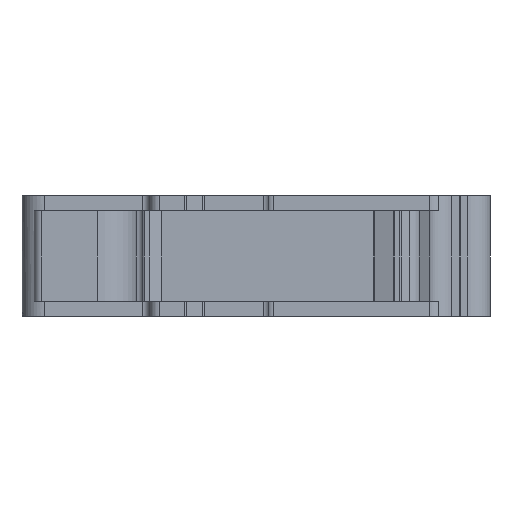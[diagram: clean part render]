
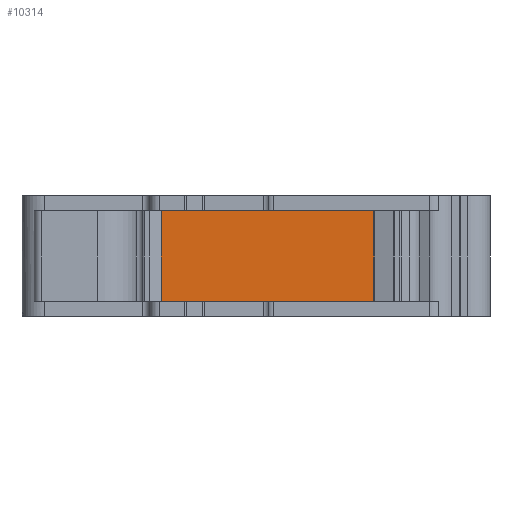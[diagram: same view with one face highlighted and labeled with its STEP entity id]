
A CAD part, front view. The second image highlights one B-rep face of the part: STEP entity #10314.
In plain terms, the highlighted planar face has unit normal (0, -1, 0).
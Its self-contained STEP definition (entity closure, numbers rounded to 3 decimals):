
#34 = VECTOR ( 'NONE', #7245, 1000. ) ;
#608 = DIRECTION ( 'NONE',  ( -1., 0., 0. ) ) ;
#1099 = EDGE_CURVE ( 'NONE', #1655, #1633, #8816, .T. ) ;
#1121 = DIRECTION ( 'NONE',  ( 0., 0., 1. ) ) ;
#1313 = LINE ( 'NONE', #5158, #5103 ) ;
#1633 = VERTEX_POINT ( 'NONE', #6637 ) ;
#1655 = VERTEX_POINT ( 'NONE', #8346 ) ;
#2187 = LINE ( 'NONE', #6439, #34 ) ;
#2607 = DIRECTION ( 'NONE',  ( 0., -1., 0. ) ) ;
#2752 = EDGE_CURVE ( 'NONE', #4918, #1655, #7594, .T. ) ;
#3117 = CARTESIAN_POINT ( 'NONE',  ( 5.497, -20.512, 7.82 ) ) ;
#3907 = VERTEX_POINT ( 'NONE', #3117 ) ;
#4204 = EDGE_CURVE ( 'NONE', #1633, #3907, #2187, .T. ) ;
#4918 = VERTEX_POINT ( 'NONE', #6080 ) ;
#5103 = VECTOR ( 'NONE', #1121, 1000. ) ;
#5158 = CARTESIAN_POINT ( 'NONE',  ( 5.497, -20.512, -22.521 ) ) ;
#5426 = VECTOR ( 'NONE', #608, 1000. ) ;
#6017 = DIRECTION ( 'NONE',  ( 0., 0., 1. ) ) ;
#6080 = CARTESIAN_POINT ( 'NONE',  ( 5.497, -20.512, -4.18 ) ) ;
#6393 = VECTOR ( 'NONE', #6017, 1000. ) ;
#6439 = CARTESIAN_POINT ( 'NONE',  ( 3.077, -20.512, 7.82 ) ) ;
#6637 = CARTESIAN_POINT ( 'NONE',  ( -23.453, -20.512, 7.82 ) ) ;
#7245 = DIRECTION ( 'NONE',  ( 1., 0., 0. ) ) ;
#7329 = EDGE_LOOP ( 'NONE', ( #8875, #10359, #9345, #7495 ) ) ;
#7393 = FACE_OUTER_BOUND ( 'NONE', #7329, .T. ) ;
#7424 = PLANE ( 'NONE',  #7949 ) ;
#7460 = CARTESIAN_POINT ( 'NONE',  ( 3.077, -20.512, -22.521 ) ) ;
#7495 = ORIENTED_EDGE ( 'NONE', *, *, #10404, .T. ) ;
#7594 = LINE ( 'NONE', #10299, #5426 ) ;
#7949 = AXIS2_PLACEMENT_3D ( 'NONE', #7460, #2607, #8294 ) ;
#8294 = DIRECTION ( 'NONE',  ( 1., 0., 0. ) ) ;
#8346 = CARTESIAN_POINT ( 'NONE',  ( -23.453, -20.512, -4.18 ) ) ;
#8441 = CARTESIAN_POINT ( 'NONE',  ( -23.453, -20.512, -34.93 ) ) ;
#8816 = LINE ( 'NONE', #8441, #6393 ) ;
#8875 = ORIENTED_EDGE ( 'NONE', *, *, #4204, .F. ) ;
#9345 = ORIENTED_EDGE ( 'NONE', *, *, #2752, .F. ) ;
#10299 = CARTESIAN_POINT ( 'NONE',  ( 3.077, -20.512, -4.18 ) ) ;
#10314 = ADVANCED_FACE ( 'NONE', ( #7393 ), #7424, .T. ) ;
#10359 = ORIENTED_EDGE ( 'NONE', *, *, #1099, .F. ) ;
#10404 = EDGE_CURVE ( 'NONE', #4918, #3907, #1313, .T. ) ;
